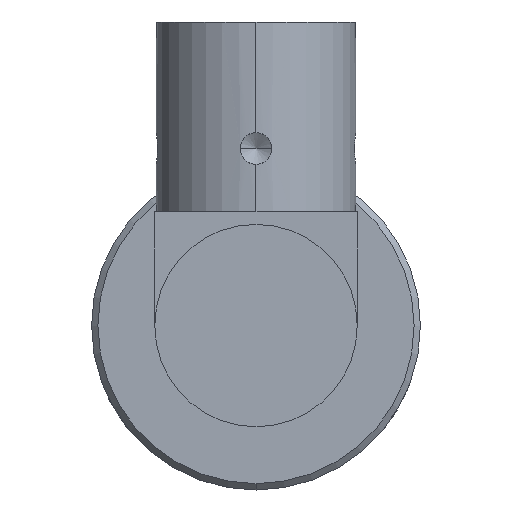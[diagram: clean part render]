
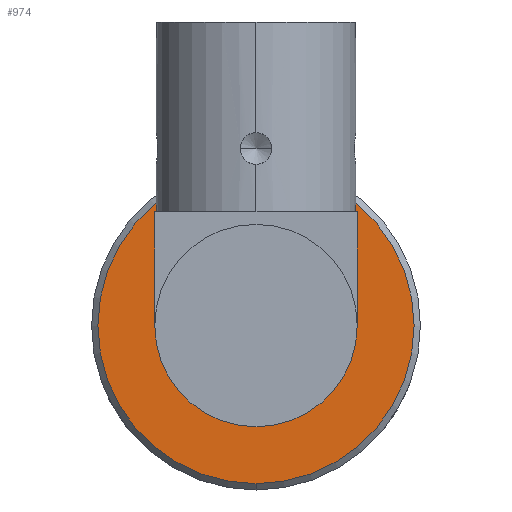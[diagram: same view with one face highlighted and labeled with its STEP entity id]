
A CAD part, left-side view. The second image highlights one B-rep face of the part: STEP entity #974.
In plain terms, the highlighted planar face has unit normal (-1, 0, 0).
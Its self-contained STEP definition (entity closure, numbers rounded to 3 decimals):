
#108 = AXIS2_PLACEMENT_3D ( 'NONE', #1022, #1006, #487 ) ;
#113 = CARTESIAN_POINT ( 'NONE',  ( -10.5, 0., 0. ) ) ;
#120 = DIRECTION ( 'NONE',  ( 0., 0., 1. ) ) ;
#191 = EDGE_CURVE ( 'NONE', #1700, #1171, #604, .T. ) ;
#222 = DIRECTION ( 'NONE',  ( 0., 0., -1. ) ) ;
#286 = VERTEX_POINT ( 'NONE', #1720 ) ;
#350 = AXIS2_PLACEMENT_3D ( 'NONE', #2155, #1449, #222 ) ;
#463 = CIRCLE ( 'NONE', #984, 12.5 ) ;
#472 = CARTESIAN_POINT ( 'NONE',  ( -10.5, 0., 0. ) ) ;
#487 = DIRECTION ( 'NONE',  ( 0., 0., 1. ) ) ;
#571 = EDGE_CURVE ( 'NONE', #286, #2067, #463, .T. ) ;
#599 = FACE_BOUND ( 'NONE', #1061, .T. ) ;
#604 = CIRCLE ( 'NONE', #685, 8. ) ;
#666 = ORIENTED_EDGE ( 'NONE', *, *, #1342, .T. ) ;
#685 = AXIS2_PLACEMENT_3D ( 'NONE', #472, #1160, #120 ) ;
#735 = CARTESIAN_POINT ( 'NONE',  ( -10.5, 0., 0. ) ) ;
#809 = EDGE_LOOP ( 'NONE', ( #1514, #666 ) ) ;
#974 = ADVANCED_FACE ( 'NONE', ( #599, #2250 ), #1271, .F. ) ;
#984 = AXIS2_PLACEMENT_3D ( 'NONE', #113, #1867, #1518 ) ;
#1006 = DIRECTION ( 'NONE',  ( -1., 0., 0. ) ) ;
#1014 = CARTESIAN_POINT ( 'NONE',  ( -10.5, 0., 8. ) ) ;
#1022 = CARTESIAN_POINT ( 'NONE',  ( -10.5, 0., 0. ) ) ;
#1061 = EDGE_LOOP ( 'NONE', ( #2157, #1065 ) ) ;
#1065 = ORIENTED_EDGE ( 'NONE', *, *, #191, .F. ) ;
#1160 = DIRECTION ( 'NONE',  ( -1., 0., 0. ) ) ;
#1171 = VERTEX_POINT ( 'NONE', #1014 ) ;
#1195 = CIRCLE ( 'NONE', #1999, 12.5 ) ;
#1220 = EDGE_CURVE ( 'NONE', #1171, #1700, #2112, .T. ) ;
#1271 = PLANE ( 'NONE',  #350 ) ;
#1342 = EDGE_CURVE ( 'NONE', #2067, #286, #1195, .T. ) ;
#1449 = DIRECTION ( 'NONE',  ( 1., 0., 0. ) ) ;
#1514 = ORIENTED_EDGE ( 'NONE', *, *, #571, .T. ) ;
#1518 = DIRECTION ( 'NONE',  ( 0., 0., -1. ) ) ;
#1551 = CARTESIAN_POINT ( 'NONE',  ( -10.5, 0., 12.5 ) ) ;
#1596 = DIRECTION ( 'NONE',  ( 0., 0., -1. ) ) ;
#1682 = CARTESIAN_POINT ( 'NONE',  ( -10.5, 0., -8. ) ) ;
#1700 = VERTEX_POINT ( 'NONE', #1682 ) ;
#1720 = CARTESIAN_POINT ( 'NONE',  ( -10.5, 0., -12.5 ) ) ;
#1867 = DIRECTION ( 'NONE',  ( -1., 0., 0. ) ) ;
#1952 = DIRECTION ( 'NONE',  ( -1., 0., 0. ) ) ;
#1999 = AXIS2_PLACEMENT_3D ( 'NONE', #735, #1952, #1596 ) ;
#2067 = VERTEX_POINT ( 'NONE', #1551 ) ;
#2112 = CIRCLE ( 'NONE', #108, 8. ) ;
#2155 = CARTESIAN_POINT ( 'NONE',  ( -10.5, -12.65, 12.65 ) ) ;
#2157 = ORIENTED_EDGE ( 'NONE', *, *, #1220, .F. ) ;
#2250 = FACE_OUTER_BOUND ( 'NONE', #809, .T. ) ;
